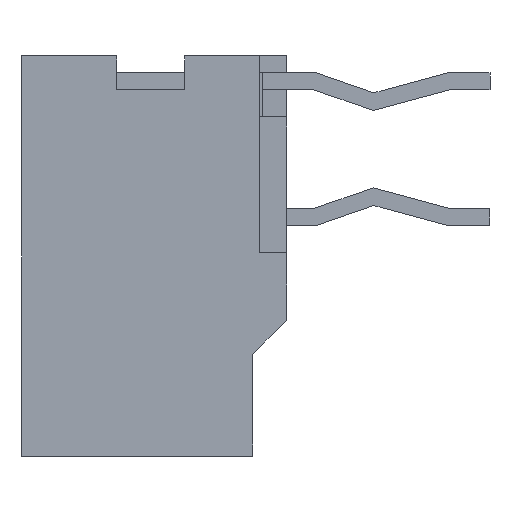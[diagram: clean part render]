
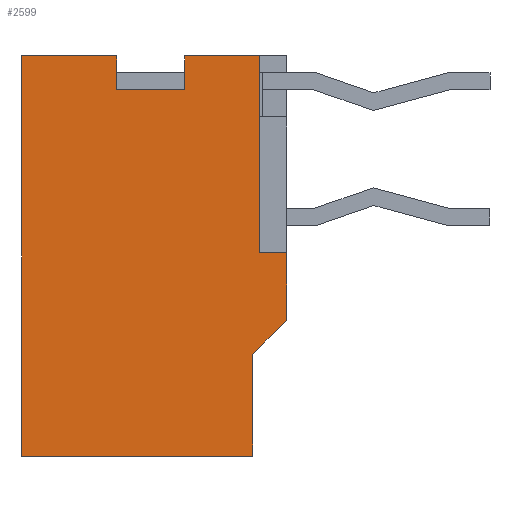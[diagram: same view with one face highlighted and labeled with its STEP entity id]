
A CAD part, left-side view. The second image highlights one B-rep face of the part: STEP entity #2599.
In plain terms, the highlighted planar face has unit normal (-1, 0, 0).
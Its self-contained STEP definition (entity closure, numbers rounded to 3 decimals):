
#306=DIRECTION('',(0.,-1.,0.));
#307=VECTOR('',#306,1.);
#308=CARTESIAN_POINT('',(-17.3,0.55,2.45));
#309=LINE('265203',#308,#307);
#342=DIRECTION('',(0.,0.,-1.));
#343=VECTOR('',#342,5.9);
#344=CARTESIAN_POINT('',(-17.3,1.95,2.95));
#345=LINE('265202',#344,#343);
#354=DIRECTION('',(0.,-1.,0.));
#355=VECTOR('',#354,3.4);
#356=CARTESIAN_POINT('',(-17.3,1.95,-2.95));
#357=LINE('265201',#356,#355);
#366=DIRECTION('',(0.,0.,-1.));
#367=VECTOR('',#366,1.5);
#368=CARTESIAN_POINT('',(-17.3,-1.45,-1.45));
#369=LINE('265200',#368,#367);
#438=DIRECTION('',(0.,-1.,0.));
#439=VECTOR('',#438,1.1);
#440=CARTESIAN_POINT('',(-17.3,-0.45,2.95));
#441=LINE('265180',#440,#439);
#442=DIRECTION('',(0.,0.,-1.));
#443=VECTOR('',#442,1.);
#444=CARTESIAN_POINT('',(-17.3,-1.95,0.05));
#445=LINE('265164',#444,#443);
#446=DIRECTION('',(0.,-0.707,0.707));
#447=VECTOR('',#446,0.707);
#448=CARTESIAN_POINT('',(-17.3,-1.45,-1.45));
#449=LINE('265199',#448,#447);
#450=DIRECTION('',(0.,-1.,0.));
#451=VECTOR('',#450,1.4);
#452=CARTESIAN_POINT('',(-17.3,1.95,2.95));
#453=LINE('265178',#452,#451);
#454=DIRECTION('',(0.,0.,-1.));
#455=VECTOR('',#454,0.5);
#456=CARTESIAN_POINT('',(-17.3,0.55,2.95));
#457=LINE('265194',#456,#455);
#466=DIRECTION('',(0.,0.,1.));
#467=VECTOR('',#466,0.5);
#468=CARTESIAN_POINT('',(-17.3,-0.45,2.45));
#469=LINE('265204',#468,#467);
#482=DIRECTION('',(0.,0.,-1.));
#483=VECTOR('',#482,2.9);
#484=CARTESIAN_POINT('',(-17.3,-1.55,2.95));
#485=LINE('265197',#484,#483);
#502=DIRECTION('',(0.,-1.,0.));
#503=VECTOR('',#502,0.4);
#504=CARTESIAN_POINT('',(-17.3,-1.55,0.05));
#505=LINE('265198',#504,#503);
#1986=CARTESIAN_POINT('',(-17.3,-1.95,0.05));
#1987=CARTESIAN_POINT('',(-17.3,-1.95,-0.95));
#1988=VERTEX_POINT('',#1986);
#1989=VERTEX_POINT('',#1987);
#1998=CARTESIAN_POINT('',(-17.3,0.55,2.95));
#1999=VERTEX_POINT('',#1998);
#2000=CARTESIAN_POINT('',(-17.3,1.95,2.95));
#2001=VERTEX_POINT('',#2000);
#2002=CARTESIAN_POINT('',(-17.3,-0.45,2.95));
#2003=CARTESIAN_POINT('',(-17.3,-1.55,2.95));
#2004=VERTEX_POINT('',#2002);
#2005=VERTEX_POINT('',#2003);
#2020=CARTESIAN_POINT('',(-17.3,0.55,2.45));
#2021=VERTEX_POINT('',#2020);
#2022=CARTESIAN_POINT('',(-17.3,-1.55,0.05));
#2023=VERTEX_POINT('',#2022);
#2024=CARTESIAN_POINT('',(-17.3,-1.45,-1.45));
#2025=VERTEX_POINT('',#2024);
#2026=CARTESIAN_POINT('',(-17.3,-1.45,-2.95));
#2027=VERTEX_POINT('',#2026);
#2028=CARTESIAN_POINT('',(-17.3,1.95,-2.95));
#2029=VERTEX_POINT('',#2028);
#2030=CARTESIAN_POINT('',(-17.3,-0.45,2.45));
#2031=VERTEX_POINT('',#2030);
#2574=CARTESIAN_POINT('',(-17.3,0.,0.));
#2575=DIRECTION('',(-1.,0.,0.));
#2576=DIRECTION('',(0.,1.,0.));
#2577=AXIS2_PLACEMENT_3D('',#2574,#2575,#2576);
#2578=PLANE('263623',#2577);
#2580=ORIENTED_EDGE('265180',*,*,#2579,.T.);
#2582=ORIENTED_EDGE('265197',*,*,#2581,.T.);
#2584=ORIENTED_EDGE('265198',*,*,#2583,.T.);
#2585=ORIENTED_EDGE('265164',*,*,#2080,.T.);
#2586=ORIENTED_EDGE('265199',*,*,#2468,.F.);
#2587=ORIENTED_EDGE('265200',*,*,#2454,.T.);
#2588=ORIENTED_EDGE('265201',*,*,#2427,.F.);
#2589=ORIENTED_EDGE('265202',*,*,#2412,.F.);
#2591=ORIENTED_EDGE('265178',*,*,#2590,.T.);
#2593=ORIENTED_EDGE('265194',*,*,#2592,.T.);
#2594=ORIENTED_EDGE('265203',*,*,#2385,.T.);
#2596=ORIENTED_EDGE('265204',*,*,#2595,.T.);
#2597=EDGE_LOOP('263623',(#2580,#2582,#2584,#2585,#2586,#2587,#2588,#2589,#2591,
#2593,#2594,#2596));
#2598=FACE_OUTER_BOUND('263623',#2597,.F.);
#2599=ADVANCED_FACE('263623',(#2598),#2578,.T.);
#2080=EDGE_CURVE('265164',#1988,#1989,#445,.T.);
#2385=EDGE_CURVE('265203',#2021,#2031,#309,.T.);
#2412=EDGE_CURVE('265202',#2001,#2029,#345,.T.);
#2427=EDGE_CURVE('265201',#2029,#2027,#357,.T.);
#2454=EDGE_CURVE('265200',#2025,#2027,#369,.T.);
#2468=EDGE_CURVE('265199',#2025,#1989,#449,.T.);
#2579=EDGE_CURVE('265180',#2004,#2005,#441,.T.);
#2581=EDGE_CURVE('265197',#2005,#2023,#485,.T.);
#2583=EDGE_CURVE('265198',#2023,#1988,#505,.T.);
#2590=EDGE_CURVE('265178',#2001,#1999,#453,.T.);
#2592=EDGE_CURVE('265194',#1999,#2021,#457,.T.);
#2595=EDGE_CURVE('265204',#2031,#2004,#469,.T.);
